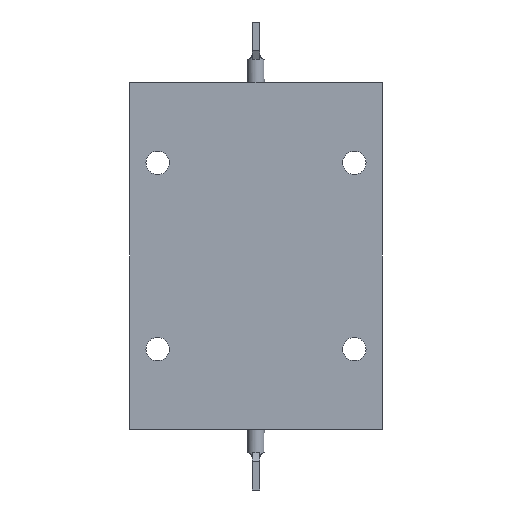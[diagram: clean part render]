
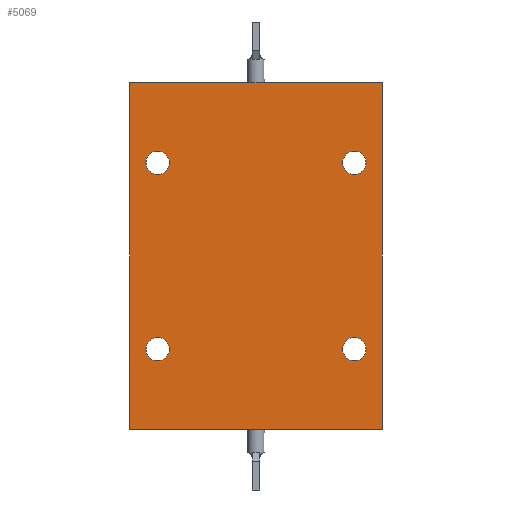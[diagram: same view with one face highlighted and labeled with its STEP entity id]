
A CAD part, front view. The second image highlights one B-rep face of the part: STEP entity #5069.
In plain terms, the highlighted planar face has unit normal (0, -1, 0).
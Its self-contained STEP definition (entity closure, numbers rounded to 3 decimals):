
#44=CIRCLE('',#5223,2.2);
#47=CIRCLE('',#5227,2.2);
#50=CIRCLE('',#5231,2.2);
#53=CIRCLE('',#5235,2.2);
#119=FACE_BOUND('',#738,.T.);
#120=FACE_BOUND('',#739,.T.);
#121=FACE_BOUND('',#740,.T.);
#122=FACE_BOUND('',#741,.T.);
#459=FACE_OUTER_BOUND('',#737,.T.);
#737=EDGE_LOOP('',(#4411,#4412,#4413,#4414));
#738=EDGE_LOOP('',(#4415));
#739=EDGE_LOOP('',(#4416));
#740=EDGE_LOOP('',(#4417));
#741=EDGE_LOOP('',(#4418));
#1310=LINE('',#8913,#1791);
#1338=LINE('',#8978,#1819);
#1395=LINE('',#9103,#1876);
#1396=LINE('',#9105,#1877);
#1791=VECTOR('',#6090,10.);
#1819=VECTOR('',#6130,10.);
#1876=VECTOR('',#6261,10.);
#1877=VECTOR('',#6264,10.);
#2218=VERTEX_POINT('',#8702);
#2221=VERTEX_POINT('',#8710);
#2224=VERTEX_POINT('',#8718);
#2227=VERTEX_POINT('',#8726);
#2288=VERTEX_POINT('',#8910);
#2289=VERTEX_POINT('',#8912);
#2320=VERTEX_POINT('',#8976);
#2351=VERTEX_POINT('',#9101);
#2862=EDGE_CURVE('',#2218,#2218,#44,.T.);
#2866=EDGE_CURVE('',#2221,#2221,#47,.T.);
#2870=EDGE_CURVE('',#2224,#2224,#50,.T.);
#2874=EDGE_CURVE('',#2227,#2227,#53,.T.);
#2966=EDGE_CURVE('',#2289,#2288,#1310,.T.);
#2999=EDGE_CURVE('',#2320,#2288,#1338,.T.);
#3061=EDGE_CURVE('',#2351,#2320,#1395,.T.);
#3062=EDGE_CURVE('',#2351,#2289,#1396,.T.);
#4411=ORIENTED_EDGE('',*,*,#3061,.F.);
#4412=ORIENTED_EDGE('',*,*,#3062,.T.);
#4413=ORIENTED_EDGE('',*,*,#2966,.T.);
#4414=ORIENTED_EDGE('',*,*,#2999,.F.);
#4415=ORIENTED_EDGE('',*,*,#2862,.T.);
#4416=ORIENTED_EDGE('',*,*,#2866,.T.);
#4417=ORIENTED_EDGE('',*,*,#2870,.T.);
#4418=ORIENTED_EDGE('',*,*,#2874,.T.);
#4632=PLANE('',#5320);
#5069=ADVANCED_FACE('',(#459,#119,#120,#121,#122),#4632,.T.);
#5223=AXIS2_PLACEMENT_3D('',#8704,#5898,#5899);
#5227=AXIS2_PLACEMENT_3D('',#8712,#5907,#5908);
#5231=AXIS2_PLACEMENT_3D('',#8720,#5916,#5917);
#5235=AXIS2_PLACEMENT_3D('',#8728,#5925,#5926);
#5320=AXIS2_PLACEMENT_3D('',#9104,#6262,#6263);
#5898=DIRECTION('center_axis',(0.,1.,0.));
#5899=DIRECTION('ref_axis',(1.,0.,0.));
#5907=DIRECTION('center_axis',(0.,1.,0.));
#5908=DIRECTION('ref_axis',(1.,0.,0.));
#5916=DIRECTION('center_axis',(0.,1.,0.));
#5917=DIRECTION('ref_axis',(1.,0.,0.));
#5925=DIRECTION('center_axis',(0.,1.,0.));
#5926=DIRECTION('ref_axis',(1.,0.,0.));
#6090=DIRECTION('',(0.,0.,-1.));
#6130=DIRECTION('',(-1.,0.,0.));
#6261=DIRECTION('',(0.,0.,-1.));
#6262=DIRECTION('center_axis',(0.,-1.,0.));
#6263=DIRECTION('ref_axis',(1.,0.,0.));
#6264=DIRECTION('',(-1.,0.,0.));
#8702=CARTESIAN_POINT('',(-20.7,0.,-17.5));
#8704=CARTESIAN_POINT('Origin',(-18.5,0.,-17.5));
#8710=CARTESIAN_POINT('',(16.3,0.,17.5));
#8712=CARTESIAN_POINT('Origin',(18.5,0.,17.5));
#8718=CARTESIAN_POINT('',(16.3,0.,-17.5));
#8720=CARTESIAN_POINT('Origin',(18.5,0.,-17.5));
#8726=CARTESIAN_POINT('',(-20.7,0.,17.5));
#8728=CARTESIAN_POINT('Origin',(-18.5,0.,17.5));
#8910=CARTESIAN_POINT('',(-23.75,0.,-32.6));
#8912=CARTESIAN_POINT('',(-23.75,0.,32.6));
#8913=CARTESIAN_POINT('',(-23.75,0.,0.));
#8976=CARTESIAN_POINT('',(23.75,0.,-32.6));
#8978=CARTESIAN_POINT('',(23.75,0.,-32.6));
#9101=CARTESIAN_POINT('',(23.75,0.,32.6));
#9103=CARTESIAN_POINT('',(23.75,0.,0.));
#9104=CARTESIAN_POINT('Origin',(0.,0.,0.));
#9105=CARTESIAN_POINT('',(-23.75,0.,32.6));
